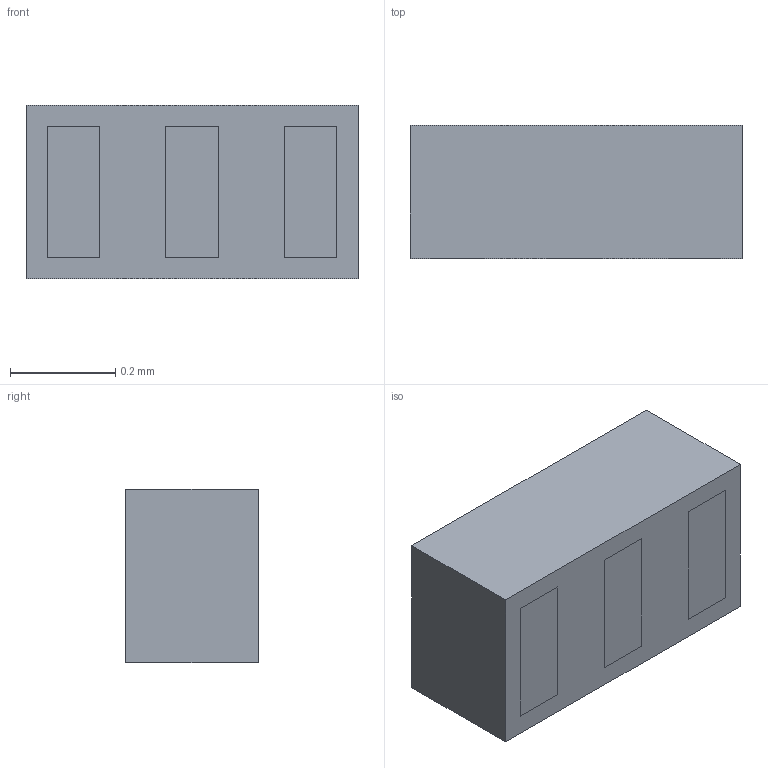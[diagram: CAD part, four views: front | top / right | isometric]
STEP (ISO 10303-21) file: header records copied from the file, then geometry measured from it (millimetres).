
FILE_DESCRIPTION(/* description */ ('Unknown'),/* implementation_level */ '2;1');
FILE_NAME(/* name */ 'DMN2200UES3-7-55',/* time_stamp */ '2025-08-13T09:00:30+08:00',/* author */ ('Unknown'),/* organization */ ('Unknown'),/* preprocessor_version */ 'ST-DEVELOPER v20',/* originating_system */ 'Solid Edge',/* authorisation */ 'Unknown');
FILE_SCHEMA (('AUTOMOTIVE_DESIGN {1 0 10303 214 3 1 1}'));
Length unit declared in the file: millimetre
Products named in the file (3): DMN2200UES3-7-55; Compound; LDF
Assembly tree (2 placements, depth 2):
  DMN2200UES3-7-55
    Compound
    LDF
Bounding box: 0.63 x 0.25 x 0.33 mm (x, y, z)
Volume: 0.1 mm3; surface area: 1.2 mm2
Topology: 4 solids, 4 shells, 39 faces, 84 edges, 56 vertices
Faces by surface type: plane 39
Entity records: 1124 total; most frequent: CARTESIAN_POINT 182, ORIENTED_EDGE 168, DIRECTION 168, EDGE_CURVE 84, LINE 84, VECTOR 84, VERTEX_POINT 56, EDGE_LOOP 42
